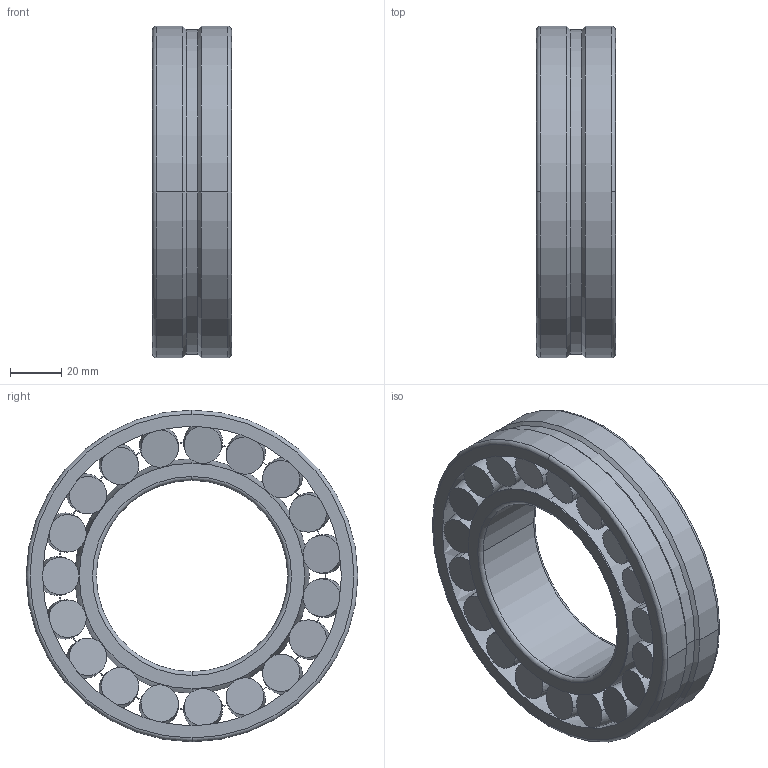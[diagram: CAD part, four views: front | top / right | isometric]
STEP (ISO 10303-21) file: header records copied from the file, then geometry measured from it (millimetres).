
FILE_DESCRIPTION(('STEP AP242'),'1');
FILE_NAME('snr_22215eaw33c3_2.stp','2024-11-11T00:04:18',('TraceParts'),('TraceParts S.A.'),'Spatial InterOp 3D',' ',' ');
FILE_SCHEMA(('AP242_MANAGED_MODEL_BASED_3D_ENGINEERING_MIM_LF {1 0 10303 442 1 1 4}'));
Length unit declared in the file: millimetre
Products named in the file (1): snr_22215eaw33c3_2_1
Bounding box: 31 x 130 x 130 mm (x, y, z)
Volume: 197102.4 mm3; surface area: 82969.9 mm2
Topology: 4 solids, 4 shells, 266 faces, 712 edges, 521 vertices
Faces by surface type: torus 168, plane 80, cylinder 12, cone 4, sphere 2
Entity records: 13376 total; most frequent: CARTESIAN_POINT 6540, DIRECTION 1479, ORIENTED_EDGE 1416, AXIS2_PLACEMENT_3D 732, EDGE_CURVE 708, VERTEX_POINT 521, CIRCLE 462, EDGE_LOOP 347
